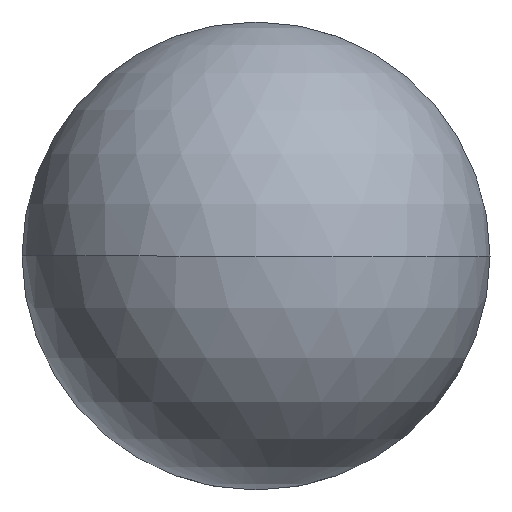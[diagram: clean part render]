
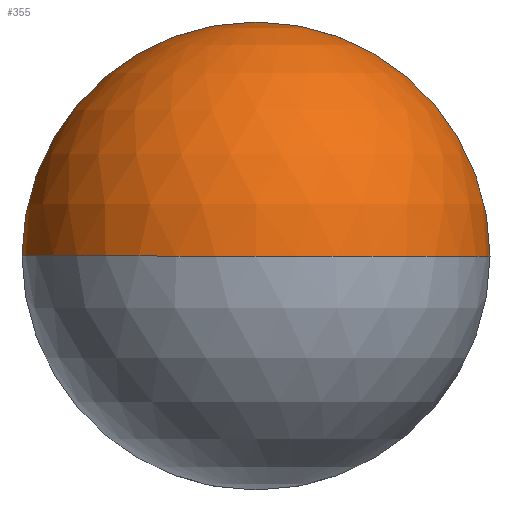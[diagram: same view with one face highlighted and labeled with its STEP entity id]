
A CAD part, front view. The second image highlights one B-rep face of the part: STEP entity #355.
In plain terms, the highlighted spherical face has radius 6.35 mm.
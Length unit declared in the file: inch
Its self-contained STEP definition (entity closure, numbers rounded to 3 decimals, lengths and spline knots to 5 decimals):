
#15 = ORIENTED_EDGE ( 'NONE', *, *, #21, .T. ) ;
#21 = EDGE_CURVE ( 'NONE', #101, #116, #311, .T. ) ;
#27 = VERTEX_POINT ( 'NONE', #275 ) ;
#29 = CIRCLE ( 'NONE', #290, 0.25 ) ;
#41 = CARTESIAN_POINT ( 'NONE',  ( 0., 0.25, 0.25 ) ) ;
#42 = VERTEX_POINT ( 'NONE', #131 ) ;
#43 = CARTESIAN_POINT ( 'NONE',  ( 0., 0.25, 0. ) ) ;
#55 = EDGE_CURVE ( 'NONE', #27, #42, #317, .T. ) ;
#68 = DIRECTION ( 'NONE',  ( 0., 0., -1. ) ) ;
#71 = DIRECTION ( 'NONE',  ( 0., 0., -1. ) ) ;
#76 = SPHERICAL_SURFACE ( 'NONE', #263, 0.25 ) ;
#86 = ORIENTED_EDGE ( 'NONE', *, *, #55, .F. ) ;
#100 = CARTESIAN_POINT ( 'NONE',  ( 0., 0.25, 0. ) ) ;
#101 = VERTEX_POINT ( 'NONE', #41 ) ;
#103 = DIRECTION ( 'NONE',  ( 1., 0., 0. ) ) ;
#106 = EDGE_CURVE ( 'NONE', #27, #101, #254, .T. ) ;
#109 = AXIS2_PLACEMENT_3D ( 'NONE', #100, #339, #310 ) ;
#116 = VERTEX_POINT ( 'NONE', #280 ) ;
#119 = ORIENTED_EDGE ( 'NONE', *, *, #106, .T. ) ;
#131 = CARTESIAN_POINT ( 'NONE',  ( 0., 0., 0. ) ) ;
#135 = DIRECTION ( 'NONE',  ( 0., -1., 0. ) ) ;
#165 = CARTESIAN_POINT ( 'NONE',  ( 0., 0.25, 0. ) ) ;
#181 = CARTESIAN_POINT ( 'NONE',  ( 0., 0.25, 0. ) ) ;
#183 = EDGE_CURVE ( 'NONE', #116, #42, #29, .T. ) ;
#190 = DIRECTION ( 'NONE',  ( 0., 0., 1. ) ) ;
#231 = FACE_OUTER_BOUND ( 'NONE', #309, .T. ) ;
#248 = DIRECTION ( 'NONE',  ( 1., 0., 0. ) ) ;
#254 = CIRCLE ( 'NONE', #109, 0.25 ) ;
#263 = AXIS2_PLACEMENT_3D ( 'NONE', #43, #190, #103 ) ;
#274 = CARTESIAN_POINT ( 'NONE',  ( 0., 0.25, 0. ) ) ;
#275 = CARTESIAN_POINT ( 'NONE',  ( 0.25, 0.25, 0. ) ) ;
#280 = CARTESIAN_POINT ( 'NONE',  ( -0.25, 0.25, 0. ) ) ;
#290 = AXIS2_PLACEMENT_3D ( 'NONE', #165, #370, #248 ) ;
#294 = DIRECTION ( 'NONE',  ( -1., 0., 0. ) ) ;
#307 = ORIENTED_EDGE ( 'NONE', *, *, #183, .T. ) ;
#309 = EDGE_LOOP ( 'NONE', ( #15, #307, #86, #119 ) ) ;
#310 = DIRECTION ( 'NONE',  ( 0., 0., -1. ) ) ;
#311 = CIRCLE ( 'NONE', #342, 0.25 ) ;
#317 = CIRCLE ( 'NONE', #350, 0.25 ) ;
#339 = DIRECTION ( 'NONE',  ( 0., -1., 0. ) ) ;
#342 = AXIS2_PLACEMENT_3D ( 'NONE', #181, #135, #68 ) ;
#350 = AXIS2_PLACEMENT_3D ( 'NONE', #274, #71, #294 ) ;
#355 = ADVANCED_FACE ( 'NONE', ( #231 ), #76, .T. ) ;
#370 = DIRECTION ( 'NONE',  ( 0., 0., 1. ) ) ;
